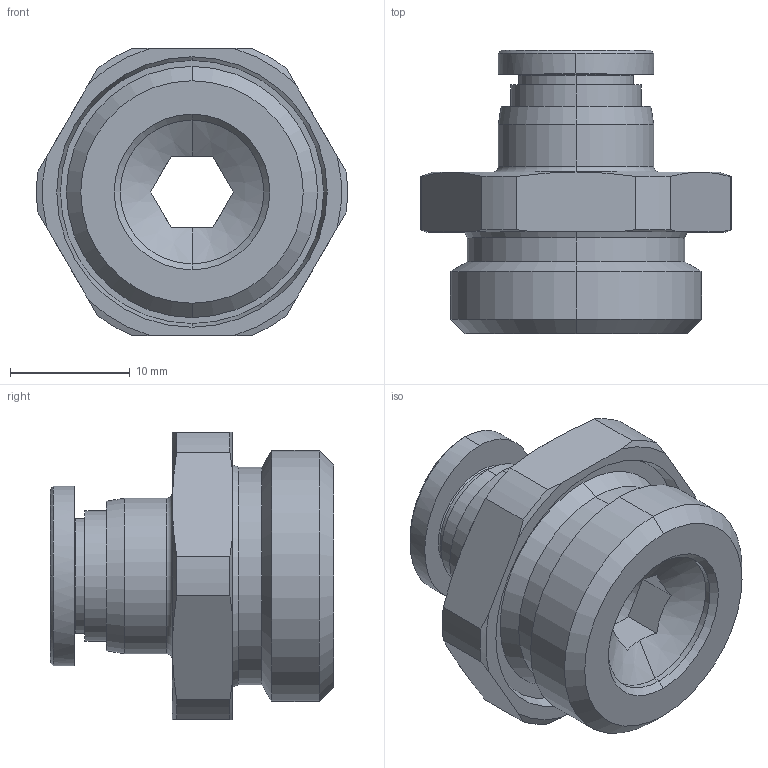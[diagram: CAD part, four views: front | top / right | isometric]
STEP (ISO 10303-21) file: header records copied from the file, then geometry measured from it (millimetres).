
FILE_DESCRIPTION (( 'STEP AP214' ), '1' );
FILE_NAME ('PC08-G04.stp', '2015-10-22T13:08:00', ( '' ), ( '' ), 'SwSTEP 2.0', 'SolidWorks 2015', '' );
FILE_SCHEMA (( 'AUTOMOTIVE_DESIGN' ));
Length unit declared in the file: millimetre
Products named in the file (2): ｦ+ﾃｦ1; PC08-G04
Assembly tree (1 placements, depth 2):
  PC08-G04
    ｦ+ﾃｦ1
Bounding box: 25.98 x 23.7 x 24 mm (x, y, z)
Volume: 4979.7 mm3; surface area: 3115.4 mm2
Topology: 1 solids, 1 shells, 443 faces, 1228 edges, 810 vertices
Faces by surface type: plane 354, bspline 30, cone 30, cylinder 27, torus 2
Entity records: 15558 total; most frequent: CARTESIAN_POINT 3762, ORIENTED_EDGE 2456, DIRECTION 2042, EDGE_CURVE 1228, VECTOR 1036, LINE 1036, VERTEX_POINT 810, AXIS2_PLACEMENT_3D 503
